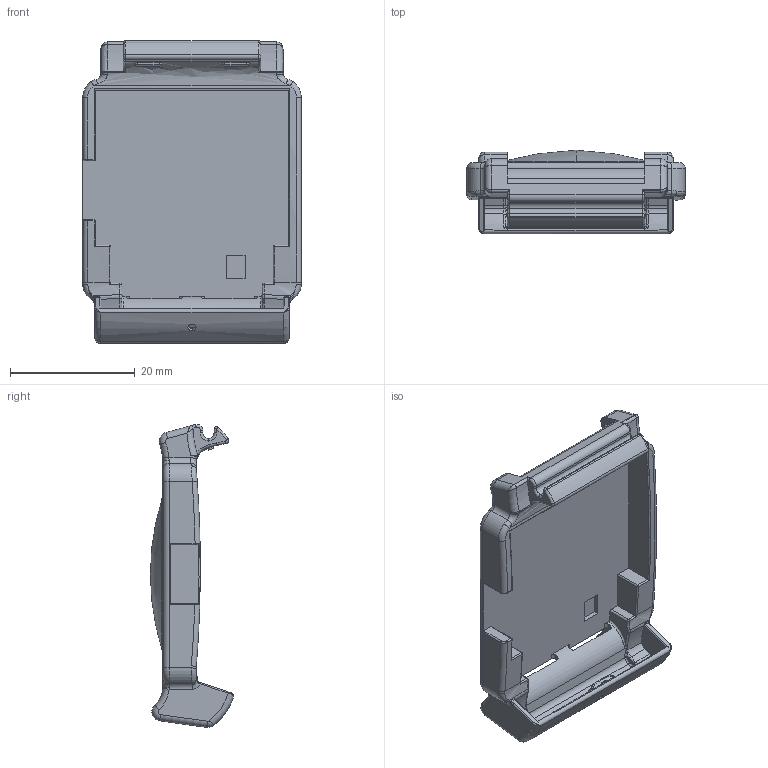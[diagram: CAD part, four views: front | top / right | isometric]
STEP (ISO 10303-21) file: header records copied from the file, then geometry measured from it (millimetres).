
FILE_DESCRIPTION (( 'STEP AP203' ), '1' );
FILE_NAME ('121060-_Adapter Pebble Time mit Verlängerung bei Achse.step', '2016-10-07T13:15:26', ( 'IT' ), ( '' ), 'SwSTEP 2.0', 'SolidWorks 2015', '' );
FILE_SCHEMA (( 'CONFIG_CONTROL_DESIGN' ));
Length unit declared in the file: millimetre
Products named in the file (1): 121060-_Adapter Pebble Time mit Verlängerung bei Achse
Bounding box: 35 x 13.34 x 48.55 mm (x, y, z)
Volume: 4651.7 mm3; surface area: 5366.3 mm2
Topology: 1 solids, 1 shells, 392 faces, 980 edges, 580 vertices
Faces by surface type: cylinder 128, bspline 91, plane 75, torus 72, sphere 16, cone 10
Entity records: 13681 total; most frequent: CARTESIAN_POINT 4966, ORIENTED_EDGE 1912, DIRECTION 1725, EDGE_CURVE 956, AXIS2_PLACEMENT_3D 717, VERTEX_POINT 574, CIRCLE 415, EDGE_LOOP 406
